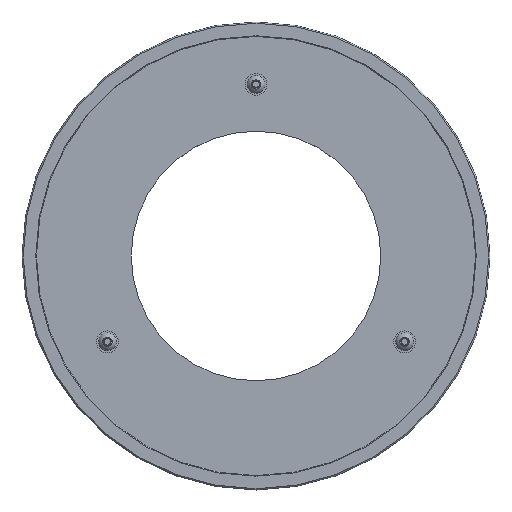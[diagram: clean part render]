
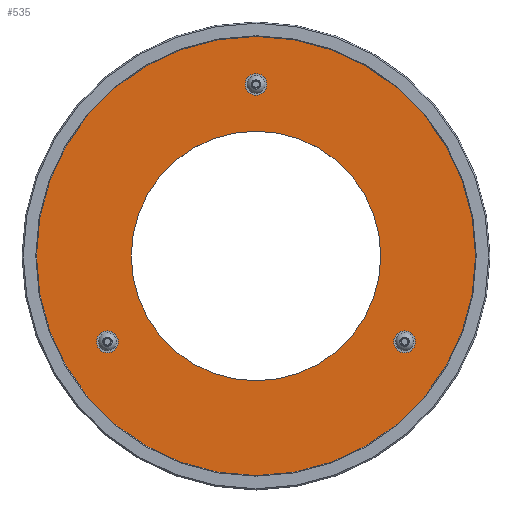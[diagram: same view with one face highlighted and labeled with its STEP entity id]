
A CAD part, top view. The second image highlights one B-rep face of the part: STEP entity #535.
In plain terms, the highlighted planar face has unit normal (0, 0, 1).
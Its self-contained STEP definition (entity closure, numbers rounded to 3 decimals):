
#65=FACE_BOUND('',#152,.T.);
#66=FACE_BOUND('',#153,.T.);
#67=FACE_BOUND('',#154,.T.);
#68=FACE_BOUND('',#155,.T.);
#77=PLANE('',#621);
#105=FACE_OUTER_BOUND('',#151,.T.);
#151=EDGE_LOOP('',(#435));
#152=EDGE_LOOP('',(#436));
#153=EDGE_LOOP('',(#437));
#154=EDGE_LOOP('',(#438));
#155=EDGE_LOOP('',(#439));
#236=CIRCLE('',#589,70.378);
#244=CIRCLE('',#602,40.);
#245=CIRCLE('',#604,3.5);
#248=CIRCLE('',#609,3.5);
#251=CIRCLE('',#614,3.5);
#270=VERTEX_POINT('',#863);
#278=VERTEX_POINT('',#888);
#279=VERTEX_POINT('',#892);
#282=VERTEX_POINT('',#901);
#285=VERTEX_POINT('',#910);
#311=EDGE_CURVE('',#270,#270,#236,.T.);
#323=EDGE_CURVE('',#278,#278,#244,.T.);
#325=EDGE_CURVE('',#279,#279,#245,.T.);
#329=EDGE_CURVE('',#282,#282,#248,.T.);
#333=EDGE_CURVE('',#285,#285,#251,.T.);
#435=ORIENTED_EDGE('',*,*,#311,.T.);
#436=ORIENTED_EDGE('',*,*,#323,.T.);
#437=ORIENTED_EDGE('',*,*,#325,.T.);
#438=ORIENTED_EDGE('',*,*,#329,.T.);
#439=ORIENTED_EDGE('',*,*,#333,.T.);
#535=ADVANCED_FACE('',(#105,#65,#66,#67,#68),#77,.F.);
#589=AXIS2_PLACEMENT_3D('',#864,#679,#680);
#602=AXIS2_PLACEMENT_3D('',#889,#709,#710);
#604=AXIS2_PLACEMENT_3D('',#893,#714,#715);
#609=AXIS2_PLACEMENT_3D('',#902,#725,#726);
#614=AXIS2_PLACEMENT_3D('',#911,#736,#737);
#621=AXIS2_PLACEMENT_3D('',#924,#754,#755);
#679=DIRECTION('center_axis',(0.,0.,1.));
#680=DIRECTION('ref_axis',(1.,0.,0.));
#709=DIRECTION('center_axis',(0.,0.,-1.));
#710=DIRECTION('ref_axis',(-1.,0.,0.));
#714=DIRECTION('center_axis',(0.,0.,-1.));
#715=DIRECTION('ref_axis',(-1.,0.,0.));
#725=DIRECTION('center_axis',(0.,0.,-1.));
#726=DIRECTION('ref_axis',(-1.,0.,0.));
#736=DIRECTION('center_axis',(0.,0.,-1.));
#737=DIRECTION('ref_axis',(-1.,0.,0.));
#754=DIRECTION('center_axis',(0.,0.,-1.));
#755=DIRECTION('ref_axis',(1.,0.,0.));
#863=CARTESIAN_POINT('',(-70.378,0.,-54.951));
#864=CARTESIAN_POINT('Origin',(0.,0.,
-54.951));
#888=CARTESIAN_POINT('',(40.,0.,-54.951));
#889=CARTESIAN_POINT('Origin',(0.,0.,-54.951));
#892=CARTESIAN_POINT('',(-44.131,-27.5,-54.951));
#893=CARTESIAN_POINT('Origin',(-47.631,-27.5,-54.951));
#901=CARTESIAN_POINT('',(51.131,-27.5,-54.951));
#902=CARTESIAN_POINT('Origin',(47.631,-27.5,-54.951));
#910=CARTESIAN_POINT('',(3.5,55.,-54.951));
#911=CARTESIAN_POINT('Origin',(0.,55.,-54.951));
#924=CARTESIAN_POINT('Origin',(0.,0.,
-54.951));
